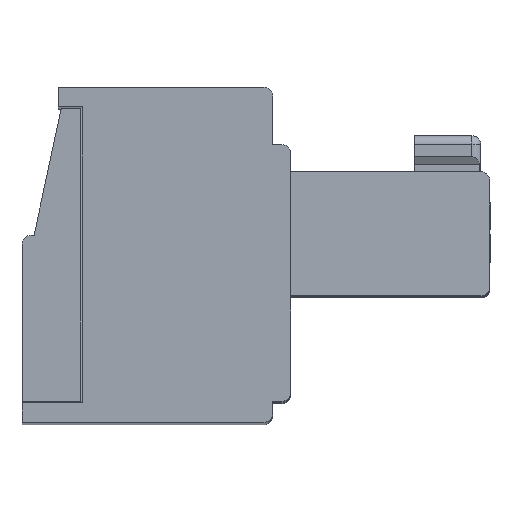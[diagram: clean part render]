
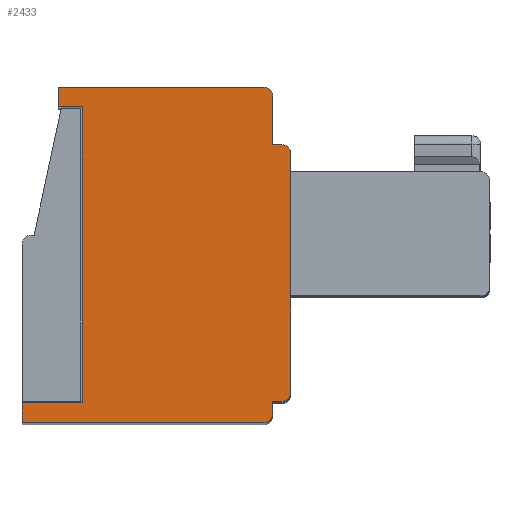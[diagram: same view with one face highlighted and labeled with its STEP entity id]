
A CAD part, top view. The second image highlights one B-rep face of the part: STEP entity #2433.
In plain terms, the highlighted planar face has unit normal (0, 0, 1).
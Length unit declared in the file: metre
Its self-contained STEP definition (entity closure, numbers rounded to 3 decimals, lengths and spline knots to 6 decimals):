
#2433=ADVANCED_FACE('',(#5264),#5265,.F.);
#5264=FACE_OUTER_BOUND('',#8421,.T.);
#5265=PLANE('',#8422);
#8421=EDGE_LOOP('',(#15967,#15968,#15969,#15970,#15971,#15972,#15973,#15974,#15975,#15976,#15977,#15978,#15979,#15980,#15981,#15982));
#8422=AXIS2_PLACEMENT_3D('',#15983,#15984,#15985);
#15967=ORIENTED_EDGE('',*,*,#20679,.F.);
#15968=ORIENTED_EDGE('',*,*,#20640,.T.);
#15969=ORIENTED_EDGE('',*,*,#20677,.T.);
#15970=ORIENTED_EDGE('',*,*,#20644,.T.);
#15971=ORIENTED_EDGE('',*,*,#20648,.T.);
#15972=ORIENTED_EDGE('',*,*,#20657,.T.);
#15973=ORIENTED_EDGE('',*,*,#21059,.T.);
#15974=ORIENTED_EDGE('',*,*,#21060,.T.);
#15975=ORIENTED_EDGE('',*,*,#21051,.F.);
#15976=ORIENTED_EDGE('',*,*,#21035,.T.);
#15977=ORIENTED_EDGE('',*,*,#21040,.T.);
#15978=ORIENTED_EDGE('',*,*,#20653,.T.);
#15979=ORIENTED_EDGE('',*,*,#21033,.T.);
#15980=ORIENTED_EDGE('',*,*,#20700,.T.);
#15981=ORIENTED_EDGE('',*,*,#20711,.T.);
#15982=ORIENTED_EDGE('',*,*,#20721,.T.);
#15983=CARTESIAN_POINT('',(0.013673,0.00851,0.037633));
#15984=DIRECTION('',(0.,0.,-1.0));
#15985=DIRECTION('',(0.0,-1.0,0.));
#20640=EDGE_CURVE('',#25330,#25328,#25331,.T.);
#20644=EDGE_CURVE('',#25336,#25334,#25337,.T.);
#20648=EDGE_CURVE('',#25334,#25340,#25342,.T.);
#20653=EDGE_CURVE('',#25350,#25348,#25351,.T.);
#20657=EDGE_CURVE('',#25340,#25356,#25358,.T.);
#20677=EDGE_CURVE('',#25328,#25336,#25394,.T.);
#20679=EDGE_CURVE('',#25330,#25396,#25397,.T.);
#20700=EDGE_CURVE('',#25431,#25429,#25432,.T.);
#20711=EDGE_CURVE('',#25429,#25449,#25451,.T.);
#20721=EDGE_CURVE('',#25449,#25396,#25468,.T.);
#21033=EDGE_CURVE('',#25348,#25431,#25908,.T.);
#21035=EDGE_CURVE('',#25910,#25911,#25912,.T.);
#21040=EDGE_CURVE('',#25911,#25350,#25919,.T.);
#21051=EDGE_CURVE('',#25910,#25935,#25936,.T.);
#21059=EDGE_CURVE('',#25356,#25948,#25949,.T.);
#21060=EDGE_CURVE('',#25948,#25935,#25950,.T.);
#25328=VERTEX_POINT('',#32115);
#25330=VERTEX_POINT('',#32118);
#25331=LINE('',#32119,#32120);
#25334=VERTEX_POINT('',#32124);
#25336=VERTEX_POINT('',#32127);
#25337=LINE('',#32128,#32129);
#25340=VERTEX_POINT('',#32133);
#25342=CIRCLE('',#32136,0.0003);
#25348=VERTEX_POINT('',#32144);
#25350=VERTEX_POINT('',#32147);
#25351=LINE('',#32148,#32149);
#25356=VERTEX_POINT('',#32156);
#25358=LINE('',#32159,#32160);
#25394=LINE('',#32209,#32210);
#25396=VERTEX_POINT('',#32212);
#25397=LINE('',#32213,#32214);
#25429=VERTEX_POINT('',#32263);
#25431=VERTEX_POINT('',#32266);
#25432=LINE('',#32267,#32268);
#25449=VERTEX_POINT('',#32289);
#25451=LINE('',#32292,#32293);
#25468=LINE('',#32318,#32319);
#25908=CIRCLE('',#32977,0.0003);
#25910=VERTEX_POINT('',#32979);
#25911=VERTEX_POINT('',#32980);
#25912=CIRCLE('',#32981,0.0003);
#25919=LINE('',#32990,#32991);
#25935=VERTEX_POINT('',#33012);
#25936=LINE('',#33013,#33014);
#25948=VERTEX_POINT('',#33031);
#25949=LINE('',#33032,#33033);
#25950=CIRCLE('',#33034,0.0003);
#32115=CARTESIAN_POINT('',(-0.001527,0.00116,0.037633));
#32118=CARTESIAN_POINT('',(0.000473,0.00116,0.037633));
#32119=CARTESIAN_POINT('',(0.013673,0.00116,0.037633));
#32120=VECTOR('',#36880,1.0);
#32124=CARTESIAN_POINT('',(0.006473,0.00051,0.037633));
#32127=CARTESIAN_POINT('',(-0.001527,0.00051,0.037633));
#32128=CARTESIAN_POINT('',(0.013673,0.00051,0.037633));
#32129=VECTOR('',#36883,1.0);
#32133=CARTESIAN_POINT('',(0.006773,0.00081,0.037633));
#32136=AXIS2_PLACEMENT_3D('',#36886,#36887,#36888);
#32144=CARTESIAN_POINT('',(0.006773,0.01131,0.037633));
#32147=CARTESIAN_POINT('',(0.006773,0.00971,0.037633));
#32148=CARTESIAN_POINT('',(0.006773,0.00851,0.037633));
#32149=VECTOR('',#36892,1.0);
#32156=CARTESIAN_POINT('',(0.006773,0.00121,0.037633));
#32159=CARTESIAN_POINT('',(0.006773,0.00851,0.037633));
#32160=VECTOR('',#36896,1.0);
#32209=CARTESIAN_POINT('',(-0.001527,0.00851,0.037633));
#32210=VECTOR('',#36922,1.0);
#32212=CARTESIAN_POINT('',(0.000473,0.01096,0.037633));
#32213=CARTESIAN_POINT('',(0.000473,0.00116,0.037633));
#32214=VECTOR('',#36923,1.0);
#32263=CARTESIAN_POINT('',(-0.000327,0.01161,0.037633));
#32266=CARTESIAN_POINT('',(0.006473,0.01161,0.037633));
#32267=CARTESIAN_POINT('',(0.013673,0.01161,0.037633));
#32268=VECTOR('',#36942,1.0);
#32289=CARTESIAN_POINT('',(-0.000327,0.01096,0.037633));
#32292=CARTESIAN_POINT('',(-0.000327,0.00851,0.037633));
#32293=VECTOR('',#36960,1.0);
#32318=CARTESIAN_POINT('',(0.013673,0.01096,0.037633));
#32319=VECTOR('',#36969,1.0);
#32977=AXIS2_PLACEMENT_3D('',#37275,#37276,#37277);
#32979=CARTESIAN_POINT('',(0.007373,0.00941,0.037633));
#32980=CARTESIAN_POINT('',(0.007073,0.00971,0.037633));
#32981=AXIS2_PLACEMENT_3D('',#37278,#37279,#37280);
#32990=CARTESIAN_POINT('',(0.006773,0.00971,0.037633));
#32991=VECTOR('',#37286,1.0);
#33012=CARTESIAN_POINT('',(0.007373,0.00151,0.037633));
#33013=CARTESIAN_POINT('',(0.007373,0.00941,0.037633));
#33014=VECTOR('',#37298,1.0);
#33031=CARTESIAN_POINT('',(0.007073,0.00121,0.037633));
#33032=CARTESIAN_POINT('',(0.013673,0.00121,0.037633));
#33033=VECTOR('',#37307,1.0);
#33034=AXIS2_PLACEMENT_3D('',#37308,#37309,#37310);
#36880=DIRECTION('',(-1.0,0.,0.));
#36883=DIRECTION('',(1.0,0.,0.));
#36886=CARTESIAN_POINT('',(0.006473,0.00081,0.037633));
#36887=DIRECTION('',(0.,0.,1.0));
#36888=DIRECTION('',(-1.0,0.,0.));
#36892=DIRECTION('',(0.,1.0,0.));
#36896=DIRECTION('',(0.,1.0,0.));
#36922=DIRECTION('',(0.,-1.0,0.));
#36923=DIRECTION('',(0.,1.0,0.0));
#36942=DIRECTION('',(-1.0,0.,0.));
#36960=DIRECTION('',(0.,-1.0,0.));
#36969=DIRECTION('',(1.0,0.,0.));
#37275=CARTESIAN_POINT('',(0.006473,0.01131,0.037633));
#37276=DIRECTION('',(0.,0.,1.0));
#37277=DIRECTION('',(-1.0,0.,0.));
#37278=CARTESIAN_POINT('',(0.007073,0.00941,0.037633));
#37279=DIRECTION('',(0.,0.,1.0));
#37280=DIRECTION('',(-1.0,0.0,0.));
#37286=DIRECTION('',(-1.0,0.,0.));
#37298=DIRECTION('',(0.,-1.0,0.0));
#37307=DIRECTION('',(1.0,0.,0.));
#37308=CARTESIAN_POINT('',(0.007073,0.00151,0.037633));
#37309=DIRECTION('',(0.,0.,1.0));
#37310=DIRECTION('',(-1.0,0.,0.));
